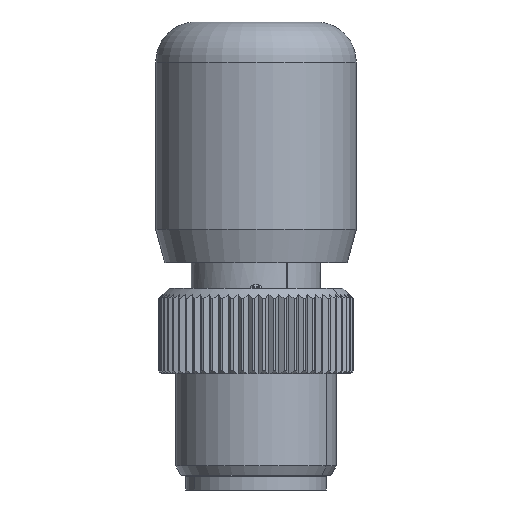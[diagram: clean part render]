
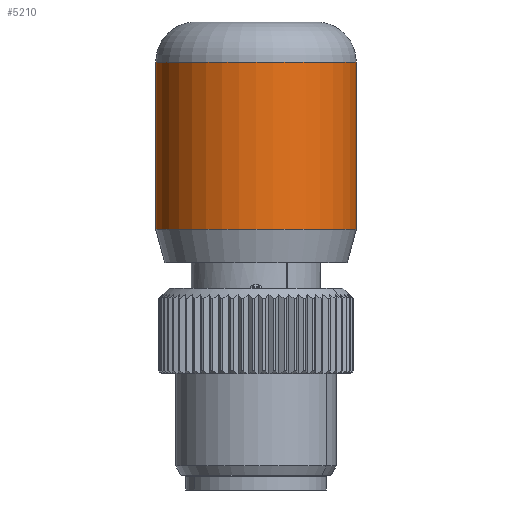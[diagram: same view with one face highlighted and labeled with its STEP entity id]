
A CAD part, front view. The second image highlights one B-rep face of the part: STEP entity #5210.
In plain terms, the highlighted cylindrical face has radius 7.5 mm (diameter 15 mm), a partial arc.
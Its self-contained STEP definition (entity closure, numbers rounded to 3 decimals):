
#5077=AXIS2_PLACEMENT_3D('Circle Axis2P3D',#5075,#5076,$) ;
#5166=AXIS2_PLACEMENT_3D('Cylinder Axis2P3D',#5163,#5164,#5165) ;
#5201=AXIS2_PLACEMENT_3D('Circle Axis2P3D',#5199,#5200,$) ;
#5072=CARTESIAN_POINT('Vertex',(0.,7.5,32.)) ;
#5075=CARTESIAN_POINT('Axis2P3D Location',(7.5,7.5,32.)) ;
#5079=CARTESIAN_POINT('Vertex',(15.,7.5,32.)) ;
#5163=CARTESIAN_POINT('Axis2P3D Location',(7.5,7.5,27.5)) ;
#5168=CARTESIAN_POINT('Line Origine',(0.,7.5,27.5)) ;
#5172=CARTESIAN_POINT('Vertex',(0.,7.5,19.5)) ;
#5175=CARTESIAN_POINT('Line Origine',(15.,7.5,27.5)) ;
#5179=CARTESIAN_POINT('Vertex',(15.,7.5,19.5)) ;
#5199=CARTESIAN_POINT('Axis2P3D Location',(7.5,7.5,19.5)) ;
#5076=DIRECTION('Axis2P3D Direction',(0.,0.,1.)) ;
#5164=DIRECTION('Axis2P3D Direction',(0.,0.,1.)) ;
#5165=DIRECTION('Axis2P3D XDirection',(1.,0.,0.)) ;
#5169=DIRECTION('Vector Direction',(0.,0.,1.)) ;
#5176=DIRECTION('Vector Direction',(0.,0.,1.)) ;
#5200=DIRECTION('Axis2P3D Direction',(0.,0.,1.)) ;
#5170=VECTOR('Line Direction',#5169,1.) ;
#5177=VECTOR('Line Direction',#5176,1.) ;
#5205=ORIENTED_EDGE('',*,*,#5181,.T.) ;
#5206=ORIENTED_EDGE('',*,*,#5081,.F.) ;
#5207=ORIENTED_EDGE('',*,*,#5174,.F.) ;
#5208=ORIENTED_EDGE('',*,*,#5203,.T.) ;
#5210=ADVANCED_FACE('Hauptk\X2\00F6\X0\rper',(#5209),#5167,.T.) ;
#5078=CIRCLE('generated circle',#5077,7.5) ;
#5202=CIRCLE('generated circle',#5201,7.5) ;
#5167=CYLINDRICAL_SURFACE('generated cylinder',#5166,7.5) ;
#5081=EDGE_CURVE('',#5073,#5080,#5078,.T.) ;
#5174=EDGE_CURVE('',#5173,#5073,#5171,.T.) ;
#5181=EDGE_CURVE('',#5180,#5080,#5178,.T.) ;
#5203=EDGE_CURVE('',#5173,#5180,#5202,.T.) ;
#5204=EDGE_LOOP('',(#5205,#5206,#5207,#5208)) ;
#5209=FACE_OUTER_BOUND('',#5204,.T.) ;
#5171=LINE('Line',#5168,#5170) ;
#5178=LINE('Line',#5175,#5177) ;
#5073=VERTEX_POINT('',#5072) ;
#5080=VERTEX_POINT('',#5079) ;
#5173=VERTEX_POINT('',#5172) ;
#5180=VERTEX_POINT('',#5179) ;
